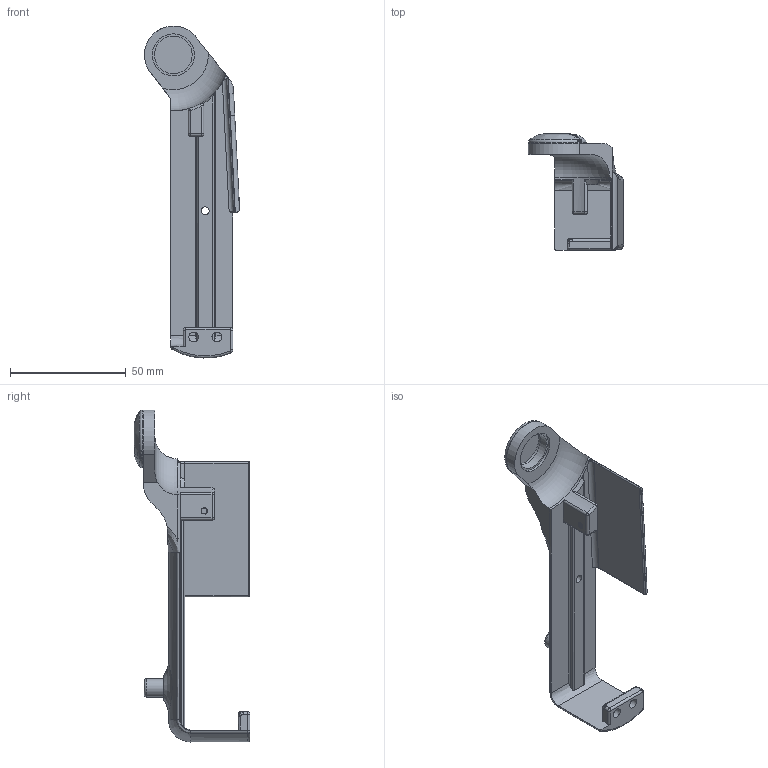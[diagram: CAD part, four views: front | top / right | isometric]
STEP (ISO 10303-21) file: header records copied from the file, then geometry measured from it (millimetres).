
FILE_DESCRIPTION(/* description */ (''),/* implementation_level */ '2;1');
FILE_NAME(/* name */ 'Left_MidLimb_Cover.step',/* time_stamp */ '2021-12-09T17:08:15-08:00',/* author */ (''),/* organization */ (''),/* preprocessor_version */ 'ST-DEVELOPER v18.1',/* originating_system */ 'Autodesk Translation Framework v10.10.0.1391',/* authorisation */ '');
FILE_SCHEMA (('AUTOMOTIVE_DESIGN { 1 0 10303 214 3 1 1 }'));
Length unit declared in the file: millimetre
Products named in the file (1): Left_MidLimb_Cover
Bounding box: 41.13 x 50.11 x 143.54 mm (x, y, z)
Volume: 31077.2 mm3; surface area: 17091.4 mm2
Topology: 2 solids, 2 shells, 225 faces, 589 edges, 371 vertices
Faces by surface type: bspline 88, cylinder 69, plane 48, torus 12, cone 4, sphere 4
Full cylindrical faces by diameter (mm): 2.529 x8, 3.086 x3, 3.4 x1, 4.199 x2, 6 x1, 8 x1, 16.299 x2, 18.201 x1
Entity records: 14950 total; most frequent: CARTESIAN_POINT 10083, ORIENTED_EDGE 1178, DIRECTION 730, EDGE_CURVE 589, VERTEX_POINT 371, AXIS2_PLACEMENT_3D 283, B_SPLINE_CURVE_WITH_KNOTS 273, EDGE_LOOP 238
